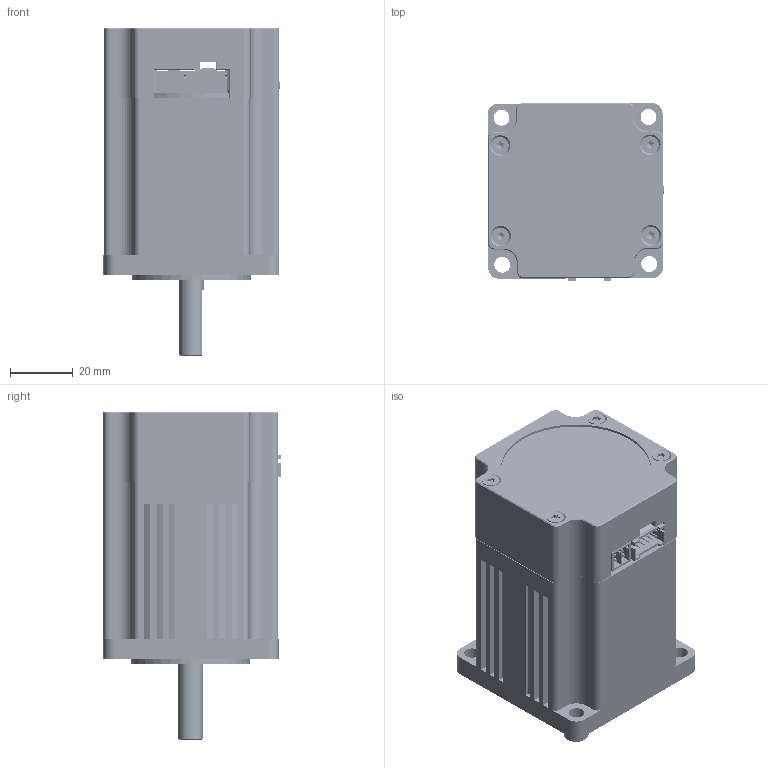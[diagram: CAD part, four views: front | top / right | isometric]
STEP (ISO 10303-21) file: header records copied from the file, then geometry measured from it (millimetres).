
FILE_DESCRIPTION (( 'STEP AP214' ), '1' );
FILE_NAME ('MD57AIS77-24-00610-1R.STEP', '2023-01-10T08:27:36', ( '' ), ( '' ), 'SwSTEP 2.0', 'SolidWorks 2020', '' );
FILE_SCHEMA (( 'AUTOMOTIVE_DESIGN' ));
Length unit declared in the file: millimetre
Products named in the file (21): 57PCB; 57LS09610ヶ傷裔; 3-6.5絳嫖翐; 57SF-BMQ-低压伺服编码器后罩; cross recessed small pan head screws gb_GB_CROSS_SCREWS_TYPE3 M2X6-6-S; 57LS09610儂旯 L43; M5肣蹟佪2; M2x11+4肣翐; 57LS09610堤粣 L73.2; GB╱T 2673.1-2018[内六角花形沉头螺钉M2-M4M3×25]_M3×25; 傷赽2苤源; 諉芛3; 导热胶30x30厚度2mm; 傷赽12; 傷赽郪磁苤2+12; 耳10棠沺; MD57AIS77-24-00610-1R; hexagon socket head cap screws gb_GB_FASTENER_SCREWS_HSHCS M3X30-S; M2x4+3肣翐; 傷赽郪磁6+6; 57AIS綴傷裔
Assembly tree (37 placements, depth 3):
  MD57AIS77-24-00610-1R
    57LS09610堤粣 L73.2
    57LS09610ヶ傷裔
    57LS09610儂旯 L43
    57SF-BMQ-低压伺服编码器后罩
    傷赽郪磁6+6
      諉芛3  x2
    傷赽郪磁苤2+12
      傷赽2苤源
      傷赽12
    57AIS綴傷裔
    GB╱T 2673.1-2018[内六角花形沉头螺钉M2-M4M3×25]_M3×25  x4
    57PCB  x2
    3-6.5絳嫖翐
    M2x11+4肣翐  x4
    M2x4+3肣翐  x4
    cross recessed small pan head screws gb_GB_CROSS_SCREWS_TYPE3 M2X6-6-S  x4
    耳10棠沺
    M5肣蹟佪2
    hexagon socket head cap screws gb_GB_FASTENER_SCREWS_HSHCS M3X30-S  x4
    导热胶30x30厚度2mm
Bounding box: 56.62 x 57.13 x 105 mm (x, y, z)
Volume: 184938.5 mm3; surface area: 68166.2 mm2
Topology: 37 solids, 37 shells, 3222 faces, 7140 edges, 4033 vertices
Faces by surface type: cone 1449, cylinder 1144, plane 569, torus 26, bspline 24, sphere 10
Entity records: 45478 total; most frequent: CARTESIAN_POINT 14792, DIRECTION 6533, ORIENTED_EDGE 5920, EDGE_CURVE 2960, AXIS2_PLACEMENT_3D 2455, VERTEX_POINT 1760, LINE 1623, VECTOR 1623
